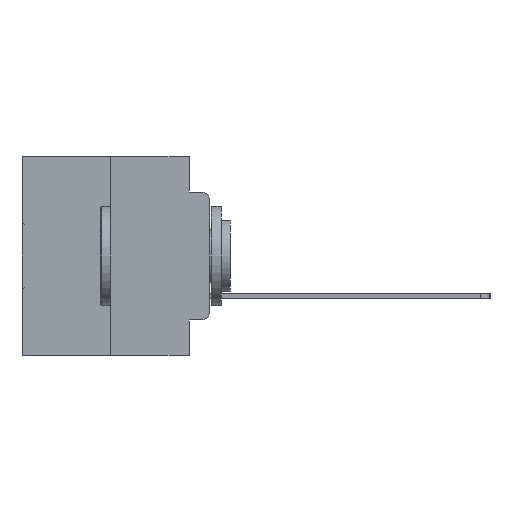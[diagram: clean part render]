
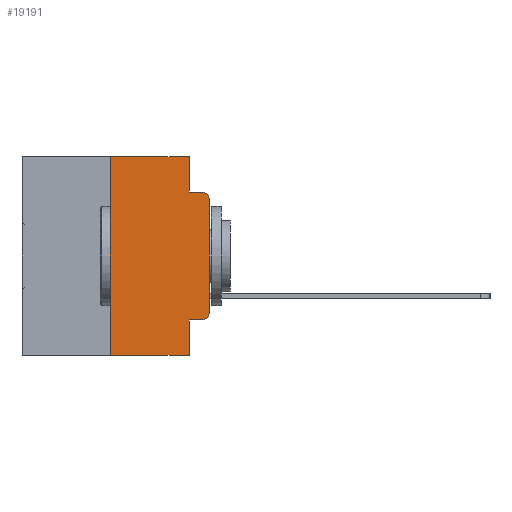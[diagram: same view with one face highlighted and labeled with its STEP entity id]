
A CAD part, left-side view. The second image highlights one B-rep face of the part: STEP entity #19191.
In plain terms, the highlighted planar face has unit normal (-1, 0, 0).
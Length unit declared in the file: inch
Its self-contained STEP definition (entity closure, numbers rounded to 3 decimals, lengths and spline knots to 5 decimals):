
#280 = EDGE_CURVE ( 'NONE', #26374, #9088, #31785, .T. ) ;
#590 = VERTEX_POINT ( 'NONE', #4142 ) ;
#785 = ORIENTED_EDGE ( 'NONE', *, *, #280, .F. ) ;
#1218 = CARTESIAN_POINT ( 'NONE',  ( 0., 0.051, -0.0885 ) ) ;
#1570 = LINE ( 'NONE', #25249, #10384 ) ;
#1915 = ORIENTED_EDGE ( 'NONE', *, *, #23518, .T. ) ;
#1927 = DIRECTION ( 'NONE',  ( 0., 0., -1. ) ) ;
#2091 = EDGE_CURVE ( 'NONE', #590, #10985, #29270, .T. ) ;
#2199 = CARTESIAN_POINT ( 'NONE',  ( 0., 0.051, -0.0885 ) ) ;
#2214 = VECTOR ( 'NONE', #27065, 39.37008 ) ;
#2635 = AXIS2_PLACEMENT_3D ( 'NONE', #7624, #25904, #10274 ) ;
#3326 = ORIENTED_EDGE ( 'NONE', *, *, #12916, .T. ) ;
#3595 = CARTESIAN_POINT ( 'NONE',  ( 0., 0.25, 0. ) ) ;
#4091 = VERTEX_POINT ( 'NONE', #21195 ) ;
#4142 = CARTESIAN_POINT ( 'NONE',  ( 0., 0., -0.3915 ) ) ;
#4384 = EDGE_CURVE ( 'NONE', #30392, #4091, #32351, .T. ) ;
#4394 = VECTOR ( 'NONE', #23298, 39.37008 ) ;
#5051 = CARTESIAN_POINT ( 'NONE',  ( 0., 0.02, -0.4115 ) ) ;
#6137 = DIRECTION ( 'NONE',  ( 0., 0., -1. ) ) ;
#7035 = VECTOR ( 'NONE', #8313, 39.37008 ) ;
#7624 = CARTESIAN_POINT ( 'NONE',  ( 0., 0.473, 0. ) ) ;
#7972 = CARTESIAN_POINT ( 'NONE',  ( 0., 0.051, 0. ) ) ;
#8313 = DIRECTION ( 'NONE',  ( 0., -1., 0. ) ) ;
#8592 = EDGE_CURVE ( 'NONE', #28416, #28767, #12658, .T. ) ;
#8894 = DIRECTION ( 'NONE',  ( 0., 0., 1. ) ) ;
#9088 = VERTEX_POINT ( 'NONE', #9684 ) ;
#9588 = ORIENTED_EDGE ( 'NONE', *, *, #2091, .T. ) ;
#9684 = CARTESIAN_POINT ( 'NONE',  ( 0., 0.051, -0.5 ) ) ;
#9954 = DIRECTION ( 'NONE',  ( 0., 0., -1. ) ) ;
#10029 = CARTESIAN_POINT ( 'NONE',  ( 0., 0.051, 0. ) ) ;
#10274 = DIRECTION ( 'NONE',  ( 0., 0., -1. ) ) ;
#10384 = VECTOR ( 'NONE', #27816, 39.37008 ) ;
#10803 = CARTESIAN_POINT ( 'NONE',  ( 0., 0.02, -0.0885 ) ) ;
#10985 = VERTEX_POINT ( 'NONE', #15662 ) ;
#11071 = EDGE_CURVE ( 'NONE', #4091, #18230, #14086, .T. ) ;
#11592 = LINE ( 'NONE', #13086, #16909 ) ;
#12233 = DIRECTION ( 'NONE',  ( -1., 0., 0. ) ) ;
#12649 = EDGE_LOOP ( 'NONE', ( #9588, #23915, #30211, #16495, #27821, #22979, #1915, #785, #30313, #3326 ) ) ;
#12658 = LINE ( 'NONE', #2199, #4394 ) ;
#12916 = EDGE_CURVE ( 'NONE', #19232, #590, #29196, .T. ) ;
#13086 = CARTESIAN_POINT ( 'NONE',  ( 0., 0.051, -0.4115 ) ) ;
#13388 = CARTESIAN_POINT ( 'NONE',  ( 0., 0.473, 0. ) ) ;
#13943 = EDGE_CURVE ( 'NONE', #18230, #28416, #24318, .T. ) ;
#14086 = LINE ( 'NONE', #13388, #7035 ) ;
#15461 = EDGE_CURVE ( 'NONE', #10985, #28767, #31383, .T. ) ;
#15473 = PLANE ( 'NONE',  #2635 ) ;
#15662 = CARTESIAN_POINT ( 'NONE',  ( 0., 0., -0.1085 ) ) ;
#16248 = FACE_OUTER_BOUND ( 'NONE', #12649, .T. ) ;
#16495 = ORIENTED_EDGE ( 'NONE', *, *, #13943, .F. ) ;
#16909 = VECTOR ( 'NONE', #33708, 39.37008 ) ;
#17393 = VECTOR ( 'NONE', #6137, 39.37008 ) ;
#17805 = DIRECTION ( 'NONE',  ( -1., 0., 0. ) ) ;
#18230 = VERTEX_POINT ( 'NONE', #7972 ) ;
#18638 = VECTOR ( 'NONE', #8894, 39.37008 ) ;
#19191 = ADVANCED_FACE ( 'NONE', ( #16248 ), #15473, .F. ) ;
#19232 = VERTEX_POINT ( 'NONE', #5051 ) ;
#20806 = AXIS2_PLACEMENT_3D ( 'NONE', #33217, #17805, #1927 ) ;
#20992 = CARTESIAN_POINT ( 'NONE',  ( 0., 0.051, -0.4115 ) ) ;
#21195 = CARTESIAN_POINT ( 'NONE',  ( 0., 0.25, 0. ) ) ;
#22979 = ORIENTED_EDGE ( 'NONE', *, *, #4384, .F. ) ;
#23298 = DIRECTION ( 'NONE',  ( 0., -1., 0. ) ) ;
#23518 = EDGE_CURVE ( 'NONE', #30392, #9088, #1570, .T. ) ;
#23915 = ORIENTED_EDGE ( 'NONE', *, *, #15461, .T. ) ;
#24318 = LINE ( 'NONE', #32173, #17393 ) ;
#24772 = EDGE_CURVE ( 'NONE', #26374, #19232, #11592, .T. ) ;
#25249 = CARTESIAN_POINT ( 'NONE',  ( 0., 0.473, -0.5 ) ) ;
#25904 = DIRECTION ( 'NONE',  ( 1., 0., 0. ) ) ;
#26374 = VERTEX_POINT ( 'NONE', #20992 ) ;
#27065 = DIRECTION ( 'NONE',  ( 0., 0., 1. ) ) ;
#27788 = CARTESIAN_POINT ( 'NONE',  ( 0., 0.02, -0.3915 ) ) ;
#27816 = DIRECTION ( 'NONE',  ( 0., -1., 0. ) ) ;
#27821 = ORIENTED_EDGE ( 'NONE', *, *, #11071, .F. ) ;
#28315 = AXIS2_PLACEMENT_3D ( 'NONE', #27788, #12233, #30356 ) ;
#28416 = VERTEX_POINT ( 'NONE', #1218 ) ;
#28767 = VERTEX_POINT ( 'NONE', #10803 ) ;
#29196 = CIRCLE ( 'NONE', #28315, 0.02 ) ;
#29270 = LINE ( 'NONE', #30540, #2214 ) ;
#30211 = ORIENTED_EDGE ( 'NONE', *, *, #8592, .F. ) ;
#30313 = ORIENTED_EDGE ( 'NONE', *, *, #24772, .T. ) ;
#30356 = DIRECTION ( 'NONE',  ( 0., 0., -1. ) ) ;
#30376 = CARTESIAN_POINT ( 'NONE',  ( 0., 0.25, -0.5 ) ) ;
#30392 = VERTEX_POINT ( 'NONE', #30376 ) ;
#30540 = CARTESIAN_POINT ( 'NONE',  ( 0., 0., 0. ) ) ;
#31383 = CIRCLE ( 'NONE', #20806, 0.02 ) ;
#31785 = LINE ( 'NONE', #10029, #32585 ) ;
#32173 = CARTESIAN_POINT ( 'NONE',  ( 0., 0.051, 0. ) ) ;
#32351 = LINE ( 'NONE', #3595, #18638 ) ;
#32585 = VECTOR ( 'NONE', #9954, 39.37008 ) ;
#33217 = CARTESIAN_POINT ( 'NONE',  ( 0., 0.02, -0.1085 ) ) ;
#33708 = DIRECTION ( 'NONE',  ( 0., -1., 0. ) ) ;
